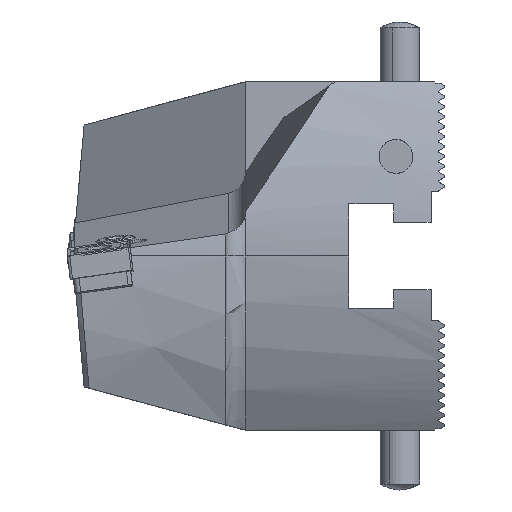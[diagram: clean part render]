
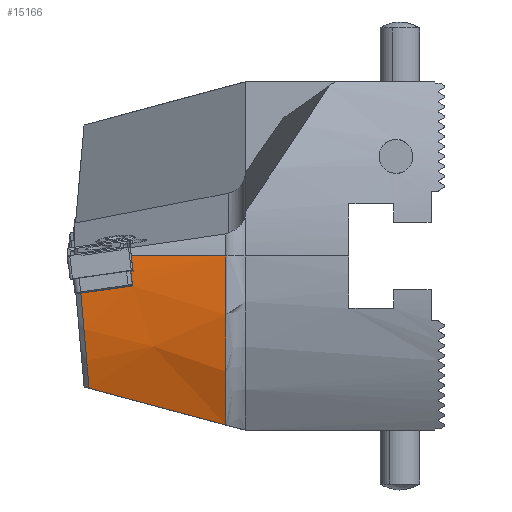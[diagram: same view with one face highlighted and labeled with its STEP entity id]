
A CAD part, left-side view. The second image highlights one B-rep face of the part: STEP entity #15166.
In plain terms, the highlighted conical face has half-angle 9.166 degrees and reference radius 68.13 mm.
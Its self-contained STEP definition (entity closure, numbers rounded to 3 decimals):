
#195 = VERTEX_POINT ( 'NONE', #22657 ) ;
#363 = B_SPLINE_CURVE_WITH_KNOTS ( 'NONE', 3,
 ( #3121, #23487, #25564, #13271, #1147, #15303 ),
 .UNSPECIFIED., .F., .F.,
 ( 4, 2, 4 ),
 ( 0., 0.5, 1. ),
 .UNSPECIFIED. ) ;
#612 = VECTOR ( 'NONE', #21684, 1000. ) ;
#658 =( BOUNDED_CURVE ( )  B_SPLINE_CURVE ( 3, ( #18117, #14668, #16994, #12559 ),
 .UNSPECIFIED., .F., .F. ) 
 B_SPLINE_CURVE_WITH_KNOTS ( ( 4, 4 ),
 ( 4.772, 4.815 ),
 .UNSPECIFIED. ) 
 CURVE ( )  GEOMETRIC_REPRESENTATION_ITEM ( )  RATIONAL_B_SPLINE_CURVE ( ( 1., 1., 1., 1. ) ) 
 REPRESENTATION_ITEM ( '' )  );
#894 = CARTESIAN_POINT ( 'NONE',  ( 6.992, -4.374, -26.583 ) ) ;
#1053 = ORIENTED_EDGE ( 'NONE', *, *, #6318, .F. ) ;
#1121 = VERTEX_POINT ( 'NONE', #24365 ) ;
#1147 = CARTESIAN_POINT ( 'NONE',  ( 5.952, -4.154, -24.039 ) ) ;
#1162 = CARTESIAN_POINT ( 'NONE',  ( 3.313, -12.845, 0. ) ) ;
#1579 = DIRECTION ( 'NONE',  ( 0., 1., 0. ) ) ;
#1604 = CIRCLE ( 'NONE', #19573, 68.13 ) ;
#2111 = CARTESIAN_POINT ( 'NONE',  ( 3.386, -12.884, -3.066 ) ) ;
#2134 = CARTESIAN_POINT ( 'NONE',  ( 6.37, -31.788, 0. ) ) ;
#2178 = EDGE_CURVE ( 'NONE', #21413, #18629, #17434, .T. ) ;
#2529 = CARTESIAN_POINT ( 'NONE',  ( 3.503, -12.957, -5.031 ) ) ;
#2831 = EDGE_CURVE ( 'NONE', #1121, #21413, #1604, .T. ) ;
#2968 = EDGE_CURVE ( 'NONE', #7174, #195, #17149, .T. ) ;
#3121 = CARTESIAN_POINT ( 'NONE',  ( 2.064, -2.719, -7.47 ) ) ;
#4159 = EDGE_CURVE ( 'NONE', #9983, #18629, #658, .T. ) ;
#4522 = CARTESIAN_POINT ( 'NONE',  ( 3.604, -13.077, -5.999 ) ) ;
#5582 = CARTESIAN_POINT ( 'NONE',  ( 2.064, -2.719, -7.47 ) ) ;
#6318 = EDGE_CURVE ( 'NONE', #1121, #22863, #26362, .T. ) ;
#6347 = AXIS2_PLACEMENT_3D ( 'NONE', #26312, #18078, #11964 ) ;
#7160 = CARTESIAN_POINT ( 'NONE',  ( 12.52, -23.261, -31.643 ) ) ;
#7174 = VERTEX_POINT ( 'NONE', #5582 ) ;
#8226 = CARTESIAN_POINT ( 'NONE',  ( 3.437, -13.215, -3.019 ) ) ;
#8699 = ORIENTED_EDGE ( 'NONE', *, *, #14864, .F. ) ;
#9167 = CARTESIAN_POINT ( 'NONE',  ( 6.992, -4.374, -26.583 ) ) ;
#9918 = DIRECTION ( 'NONE',  ( -1., 0., 0. ) ) ;
#9983 = VERTEX_POINT ( 'NONE', #17943 ) ;
#10652 = CARTESIAN_POINT ( 'NONE',  ( 3.36, -12.718, -3.089 ) ) ;
#11087 = FACE_OUTER_BOUND ( 'NONE', #16927, .T. ) ;
#11252 = EDGE_CURVE ( 'NONE', #13686, #9983, #15766, .T. ) ;
#11964 = DIRECTION ( 'NONE',  ( -1., 0., 0. ) ) ;
#12559 = CARTESIAN_POINT ( 'NONE',  ( 3.313, -12.845, 0. ) ) ;
#13271 = CARTESIAN_POINT ( 'NONE',  ( 4.95, -3.905, -21.181 ) ) ;
#13686 = VERTEX_POINT ( 'NONE', #23944 ) ;
#14059 = CARTESIAN_POINT ( 'NONE',  ( 3.36, -12.718, -3.089 ) ) ;
#14304 = ORIENTED_EDGE ( 'NONE', *, *, #2831, .T. ) ;
#14668 = CARTESIAN_POINT ( 'NONE',  ( 3.374, -13.091, -2.013 ) ) ;
#14864 = EDGE_CURVE ( 'NONE', #195, #13686, #22077, .T. ) ;
#15166 = ADVANCED_FACE ( 'NONE', ( #11087 ), #20660, .T. ) ;
#15303 = CARTESIAN_POINT ( 'NONE',  ( 6.992, -4.374, -26.583 ) ) ;
#15306 = ORIENTED_EDGE ( 'NONE', *, *, #4159, .F. ) ;
#15766 = B_SPLINE_CURVE_WITH_KNOTS ( 'NONE', 3,
 ( #14059, #2111, #20382, #8226 ),
 .UNSPECIFIED., .F., .F.,
 ( 4, 4 ),
 ( 0., 0.001 ),
 .UNSPECIFIED. ) ;
#16211 = CARTESIAN_POINT ( 'NONE',  ( 6.37, -31.788, 0. ) ) ;
#16493 = EDGE_CURVE ( 'NONE', #7174, #22863, #363, .T. ) ;
#16927 = EDGE_LOOP ( 'NONE', ( #14304, #25536, #15306, #18842, #8699, #20545, #22345, #1053 ) ) ;
#16994 = CARTESIAN_POINT ( 'NONE',  ( 3.333, -12.968, -1.007 ) ) ;
#17149 = B_SPLINE_CURVE_WITH_KNOTS ( 'NONE', 3,
 ( #24618, #22489, #18679, #4522 ),
 .UNSPECIFIED., .F., .F.,
 ( 4, 4 ),
 ( 0.001, 0.012 ),
 .UNSPECIFIED. ) ;
#17434 = LINE ( 'NONE', #2134, #612 ) ;
#17943 = CARTESIAN_POINT ( 'NONE',  ( 3.437, -13.215, -3.019 ) ) ;
#18078 = DIRECTION ( 'NONE',  ( 0., 1., 0. ) ) ;
#18117 = CARTESIAN_POINT ( 'NONE',  ( 3.437, -13.215, -3.019 ) ) ;
#18629 = VERTEX_POINT ( 'NONE', #1162 ) ;
#18679 = CARTESIAN_POINT ( 'NONE',  ( 3.087, -9.625, -6.49 ) ) ;
#18842 = ORIENTED_EDGE ( 'NONE', *, *, #11252, .F. ) ;
#19573 = AXIS2_PLACEMENT_3D ( 'NONE', #21763, #1579, #9918 ) ;
#20382 = CARTESIAN_POINT ( 'NONE',  ( 3.411, -13.049, -3.042 ) ) ;
#20545 = ORIENTED_EDGE ( 'NONE', *, *, #2968, .F. ) ;
#20660 = CONICAL_SURFACE ( 'NONE', #6347, 68.13, 0.16 ) ;
#20798 = CARTESIAN_POINT ( 'NONE',  ( 3.604, -13.077, -5.999 ) ) ;
#21358 = CARTESIAN_POINT ( 'NONE',  ( 9.709, -14.117, -29.193 ) ) ;
#21413 = VERTEX_POINT ( 'NONE', #16211 ) ;
#21684 = DIRECTION ( 'NONE',  ( -0.159, 0.987, 0. ) ) ;
#21763 = CARTESIAN_POINT ( 'NONE',  ( 74.5, -31.788, 0. ) ) ;
#22077 =( BOUNDED_CURVE ( )  B_SPLINE_CURVE ( 3, ( #20798, #2529, #22889, #10652 ),
 .UNSPECIFIED., .F., .F. ) 
 B_SPLINE_CURVE_WITH_KNOTS ( ( 4, 4 ),
 ( 4.73, 4.771 ),
 .UNSPECIFIED. ) 
 CURVE ( )  GEOMETRIC_REPRESENTATION_ITEM ( )  RATIONAL_B_SPLINE_CURVE ( ( 1., 1., 1., 1. ) ) 
 REPRESENTATION_ITEM ( '' )  );
#22345 = ORIENTED_EDGE ( 'NONE', *, *, #16493, .T. ) ;
#22489 = CARTESIAN_POINT ( 'NONE',  ( 2.573, -6.172, -6.98 ) ) ;
#22657 = CARTESIAN_POINT ( 'NONE',  ( 3.604, -13.077, -5.999 ) ) ;
#22863 = VERTEX_POINT ( 'NONE', #894 ) ;
#22889 = CARTESIAN_POINT ( 'NONE',  ( 3.421, -12.838, -4.061 ) ) ;
#23364 = CARTESIAN_POINT ( 'NONE',  ( 15.419, -31.788, -33.928 ) ) ;
#23487 = CARTESIAN_POINT ( 'NONE',  ( 2.512, -3.05, -11.298 ) ) ;
#23944 = CARTESIAN_POINT ( 'NONE',  ( 3.36, -12.718, -3.089 ) ) ;
#24365 = CARTESIAN_POINT ( 'NONE',  ( 15.419, -31.788, -33.928 ) ) ;
#24618 = CARTESIAN_POINT ( 'NONE',  ( 2.064, -2.719, -7.47 ) ) ;
#25536 = ORIENTED_EDGE ( 'NONE', *, *, #2178, .T. ) ;
#25564 = CARTESIAN_POINT ( 'NONE',  ( 3.23, -3.354, -14.811 ) ) ;
#26312 = CARTESIAN_POINT ( 'NONE',  ( 74.5, -31.788, 0. ) ) ;
#26362 =( BOUNDED_CURVE ( )  B_SPLINE_CURVE ( 3, ( #23364, #7160, #21358, #9167 ),
 .UNSPECIFIED., .F., .F. ) 
 B_SPLINE_CURVE_WITH_KNOTS ( ( 4, 4 ),
 ( 3.703, 3.796 ),
 .UNSPECIFIED. ) 
 CURVE ( )  GEOMETRIC_REPRESENTATION_ITEM ( )  RATIONAL_B_SPLINE_CURVE ( ( 1., 0.999, 0.999, 1. ) ) 
 REPRESENTATION_ITEM ( '' )  );
